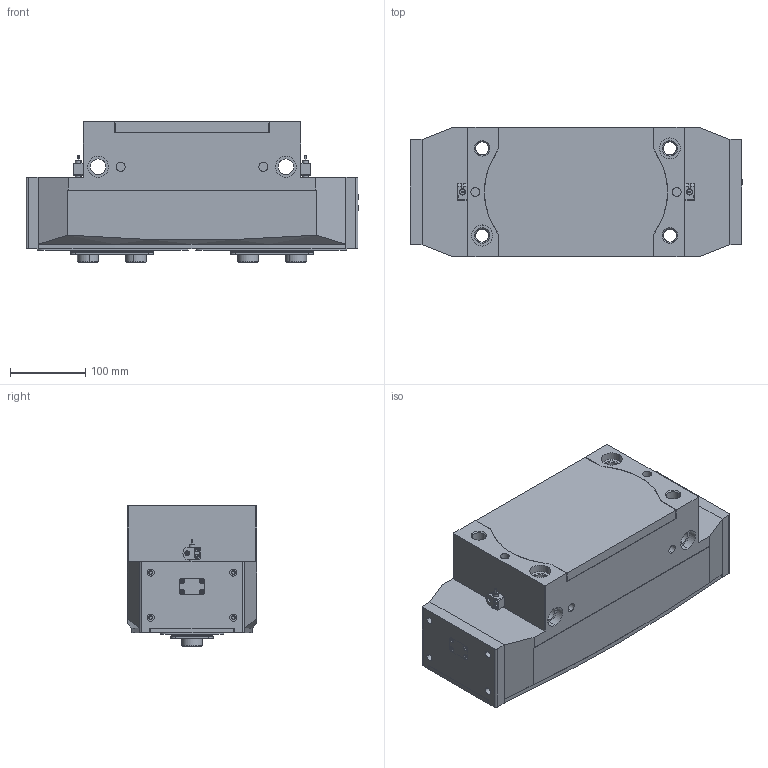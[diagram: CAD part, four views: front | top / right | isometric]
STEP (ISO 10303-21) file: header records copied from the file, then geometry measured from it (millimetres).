
FILE_DESCRIPTION (( 'STEP AP203' ), '1' );
FILE_NAME ('TR181-410-P.STEP', '2024-11-19T08:03:10', ( 'USER-' ), ( 'Microsoft' ), 'SwSTEP 2.0', 'SolidWorks 2018', '' );
FILE_SCHEMA (( 'CONFIG_CONTROL_DESIGN' ));
Length unit declared in the file: millimetre
Products named in the file (19): TR181-410-P 耜滅鳥裔啣; TR181-410-P 痄雄啣; TR380-B1-02 菁裔啣; M8-50諉輪羲壽耀倰-1; 35x18-R3; 埴翐芛蹟隊_GB_FASTENER_SCREWS_HSHCS M2X8-N; TR380-T-01 籵蚚褲极; 羲壽標釱B; TR181-410-杅耀; 晚假蚾輸B-1; TR181-410-P 滅鳥啣; TR380-T-03 籵蚚賑輸; M8-50諉輪羲壽耀倰; TR181-410-P 种杶; TR181-410-P; TR181-410-P 耜滅鳥啣; 羲壽標釱B-1; TR181-410-P 滅鳥裔啣; 晚假蚾輸B
Assembly tree (29 placements, depth 3):
  TR181-410-P
    TR181-410-杅耀
      羲壽標釱B
      TR380-T-03 籵蚚賑輸  x2
      晚假蚾輸B
      TR380-T-01 籵蚚褲极
      M8-50諉輪羲壽耀倰
      晚假蚾輸B-1
      羲壽標釱B-1
      M8-50諉輪羲壽耀倰-1
      埴翐芛蹟隊_GB_FASTENER_SCREWS_HSHCS M2X8-N  x4
      35x18-R3
    TR181-410-P 滅鳥啣
    TR181-410-P 痄雄啣  x2
    TR181-410-P 耜滅鳥啣  x2
    TR181-410-P 耜滅鳥裔啣  x2
    TR181-410-P 种杶  x4
    TR181-410-P 滅鳥裔啣  x2
    TR380-B1-02 菁裔啣
Bounding box: 442 x 172 x 187 mm (x, y, z)
Volume: 9801884.6 mm3; surface area: 935875.6 mm2
Topology: 28 solids, 49 shells, 1687 faces, 4337 edges, 2764 vertices
Faces by surface type: plane 757, cylinder 523, cone 244, bspline 155, torus 8
Entity records: 48282 total; most frequent: CARTESIAN_POINT 14098, ORIENTED_EDGE 6718, DIRECTION 6333, EDGE_CURVE 3359, VERTEX_POINT 2195, AXIS2_PLACEMENT_3D 2138, VECTOR 2057, LINE 2057
